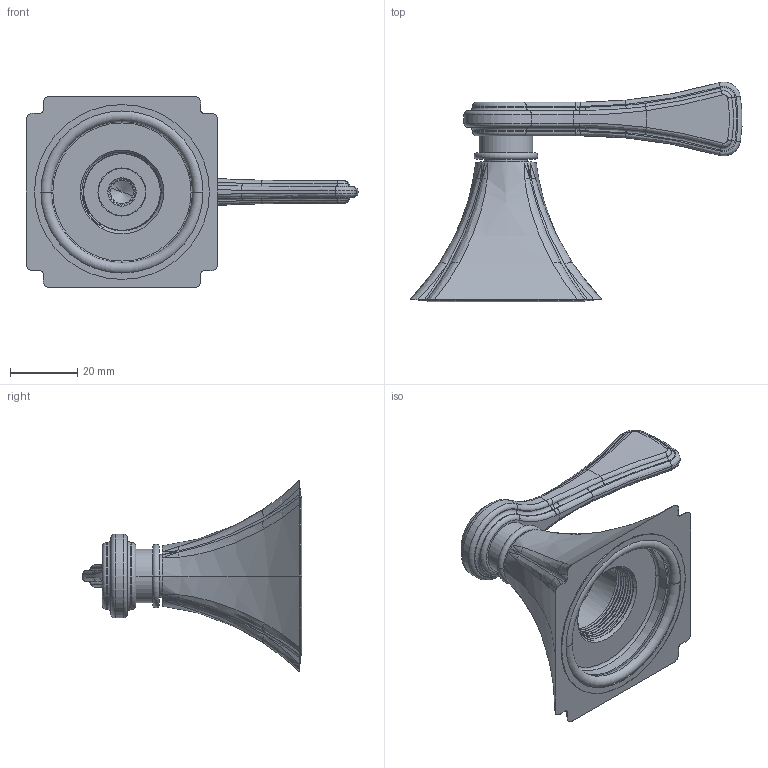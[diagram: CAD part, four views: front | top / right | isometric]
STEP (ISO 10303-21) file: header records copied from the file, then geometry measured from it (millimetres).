
FILE_DESCRIPTION((''),'2;1');
FILE_NAME('3-423_WEB','2011-07-08T',('ravindrashirol'),(''),'PRO/ENGINEER BY PARAMETRIC TECHNOLOGY CORPORATION, 2009300','PRO/ENGINEER BY PARAMETRIC TECHNOLOGY CORPORATION, 2009300','');
FILE_SCHEMA(('CONFIG_CONTROL_DESIGN'));
Length unit declared in the file: inch
Products named in the file (1): 3-423_WEB
Bounding box: 98.87 x 65.4 x 57.15 mm (x, y, z)
Surface area: 17936.6 mm2 (no closed solid volume)
Topology: 0 solids, 6 shells, 287 faces, 716 edges, 441 vertices
Faces by surface type: bspline 116, cylinder 63, plane 60, torus 40, cone 8
Entity records: 15347 total; most frequent: CARTESIAN_POINT 9319, ORIENTED_EDGE 1412, DIRECTION 1026, EDGE_CURVE 714, AXIS2_PLACEMENT_3D 444, VERTEX_POINT 441, B_SPLINE_CURVE_WITH_KNOTS 303, EDGE_LOOP 299
